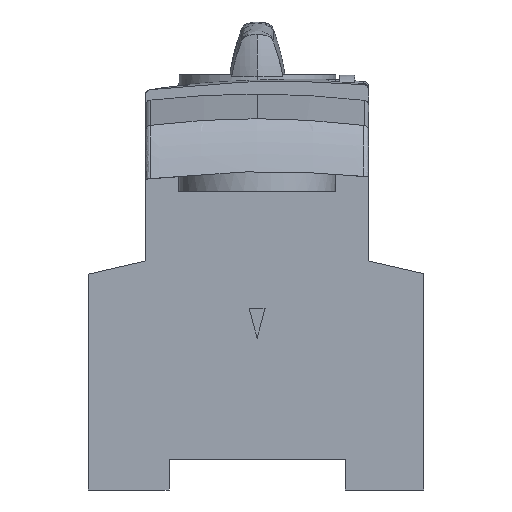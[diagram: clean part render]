
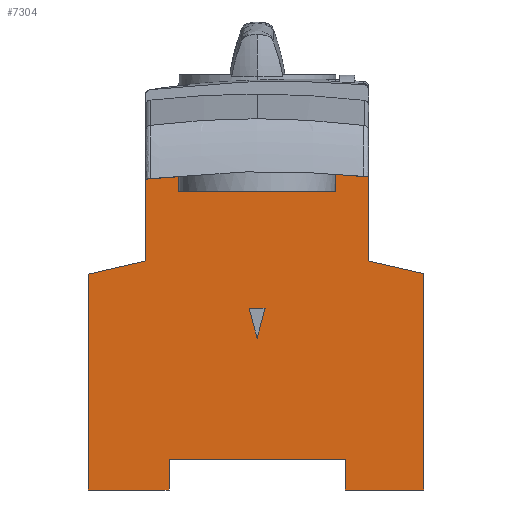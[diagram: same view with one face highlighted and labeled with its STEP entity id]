
A CAD part, left-side view. The second image highlights one B-rep face of the part: STEP entity #7304.
In plain terms, the highlighted planar face has unit normal (-1, 0, 0).
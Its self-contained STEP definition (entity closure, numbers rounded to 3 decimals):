
#2954=DIRECTION('',(0.,0.,-1.));
#2955=VECTOR('',#2954,16.474);
#2956=CARTESIAN_POINT('',(-30.01,22.45,62.637));
#2957=LINE('',#2956,#2955);
#3390=DIRECTION('',(0.,0.,-1.));
#3391=VECTOR('',#3390,43.491);
#3392=CARTESIAN_POINT('',(-30.01,34.,43.496));
#3393=LINE('',#3392,#3391);
#3397=CARTESIAN_POINT('',(-30.01,22.45,62.637));
#3398=CARTESIAN_POINT('',(-30.01,17.494,63.249));
#3399=CARTESIAN_POINT('',(-30.01,7.518,64.103));
#3400=CARTESIAN_POINT('',(-30.01,-7.491,
64.259));
#3401=CARTESIAN_POINT('',(-30.01,-17.482,
63.611));
#3402=CARTESIAN_POINT('',(-30.01,-22.45,
63.102));
#3407=DIRECTION('',(0.,0.,-1.));
#3408=VECTOR('',#3407,16.939);
#3409=CARTESIAN_POINT('',(-30.01,-22.45,
63.102));
#3410=LINE('',#3409,#3408);
#3414=DIRECTION('',(0.,-0.974,-0.225));
#3415=VECTOR('',#3414,11.392);
#3416=CARTESIAN_POINT('',(-30.01,-22.45,
46.163));
#3417=LINE('',#3416,#3415);
#3421=DIRECTION('',(0.,0.,-1.));
#3422=VECTOR('',#3421,43.595);
#3423=CARTESIAN_POINT('',(-30.01,-33.55,
43.6));
#3424=LINE('',#3423,#3422);
#3428=DIRECTION('',(0.,1.,0.));
#3429=VECTOR('',#3428,15.8);
#3430=CARTESIAN_POINT('',(-30.01,-33.55,
0.005));
#3431=LINE('',#3430,#3429);
#3435=DIRECTION('',(0.,0.,1.));
#3436=VECTOR('',#3435,6.195);
#3437=CARTESIAN_POINT('',(-30.01,-17.75,
0.005));
#3438=LINE('',#3437,#3436);
#3442=DIRECTION('',(0.,0.,-1.));
#3443=VECTOR('',#3442,6.195);
#3444=CARTESIAN_POINT('',(-30.01,17.75,6.2));
#3445=LINE('',#3444,#3443);
#3449=DIRECTION('',(0.,1.,0.));
#3450=VECTOR('',#3449,16.25);
#3451=CARTESIAN_POINT('',(-30.01,17.75,
0.005));
#3452=LINE('',#3451,#3450);
#3456=DIRECTION('',(0.,-0.974,0.225));
#3457=VECTOR('',#3456,11.854);
#3458=CARTESIAN_POINT('',(-30.01,34.,43.496));
#3459=LINE('',#3458,#3457);
#3463=DIRECTION('',(0.,1.,0.));
#3464=VECTOR('',#3463,3.215);
#3465=CARTESIAN_POINT('',(-30.01,-1.608,
36.6));
#3466=LINE('',#3465,#3464);
#3470=DIRECTION('',(0.,-0.259,-0.966));
#3471=VECTOR('',#3470,6.212);
#3472=CARTESIAN_POINT('',(-30.01,1.608,36.6));
#3473=LINE('',#3472,#3471);
#3477=DIRECTION('',(0.,-0.259,0.966));
#3478=VECTOR('',#3477,6.212);
#3479=CARTESIAN_POINT('',(-30.01,0.,
30.6));
#3480=LINE('',#3479,#3478);
#3484=CARTESIAN_POINT('',(-30.01,22.45,62.637));
#3708=DIRECTION('',(0.,-1.,0.));
#3709=VECTOR('',#3708,35.5);
#3710=CARTESIAN_POINT('',(-30.01,17.75,6.2));
#3711=LINE('',#3710,#3709);
#5482=VERTEX_POINT('',#3484);
#5483=CARTESIAN_POINT('',(-30.01,22.45,46.163));
#5484=VERTEX_POINT('',#5483);
#5555=CARTESIAN_POINT('',(-30.01,34.,43.496));
#5556=VERTEX_POINT('',#5555);
#5557=CARTESIAN_POINT('',(-30.01,34.,
0.005));
#5558=VERTEX_POINT('',#5557);
#5559=VERTEX_POINT('',#3402);
#5560=CARTESIAN_POINT('',(-30.01,-22.45,
46.163));
#5561=VERTEX_POINT('',#5560);
#5562=CARTESIAN_POINT('',(-30.01,-33.55,
43.6));
#5563=VERTEX_POINT('',#5562);
#5564=CARTESIAN_POINT('',(-30.01,-33.55,
0.005));
#5565=VERTEX_POINT('',#5564);
#5566=CARTESIAN_POINT('',(-30.01,-17.75,
0.005));
#5567=VERTEX_POINT('',#5566);
#5568=CARTESIAN_POINT('',(-30.01,-17.75,
6.2));
#5569=VERTEX_POINT('',#5568);
#5570=CARTESIAN_POINT('',(-30.01,17.75,6.2));
#5571=VERTEX_POINT('',#5570);
#5572=CARTESIAN_POINT('',(-30.01,17.75,
0.005));
#5573=VERTEX_POINT('',#5572);
#5574=CARTESIAN_POINT('',(-30.01,-1.608,
36.6));
#5575=CARTESIAN_POINT('',(-30.01,1.608,36.6));
#5576=VERTEX_POINT('',#5574);
#5577=VERTEX_POINT('',#5575);
#5578=CARTESIAN_POINT('',(-30.01,0.,
30.6));
#5579=VERTEX_POINT('',#5578);
#7268=CARTESIAN_POINT('',(-30.01,0.,
27.905));
#7269=DIRECTION('',(-1.,0.,0.));
#7270=DIRECTION('',(0.,0.,1.));
#7271=AXIS2_PLACEMENT_3D('',#7268,#7269,#7270);
#7272=PLANE('',#7271);
#7274=ORIENTED_EDGE('',*,*,#7273,.T.);
#7276=ORIENTED_EDGE('',*,*,#7275,.T.);
#7278=ORIENTED_EDGE('',*,*,#7277,.T.);
#7280=ORIENTED_EDGE('',*,*,#7279,.T.);
#7282=ORIENTED_EDGE('',*,*,#7281,.T.);
#7284=ORIENTED_EDGE('',*,*,#7283,.T.);
#7286=ORIENTED_EDGE('',*,*,#7285,.F.);
#7288=ORIENTED_EDGE('',*,*,#7287,.T.);
#7290=ORIENTED_EDGE('',*,*,#7289,.T.);
#7291=ORIENTED_EDGE('',*,*,#7254,.F.);
#7292=ORIENTED_EDGE('',*,*,#7235,.T.);
#7293=ORIENTED_EDGE('',*,*,#6478,.F.);
#7294=EDGE_LOOP('',(#7274,#7276,#7278,#7280,#7282,#7284,#7286,#7288,#7290,#7291,
#7292,#7293));
#7295=FACE_OUTER_BOUND('',#7294,.F.);
#7297=ORIENTED_EDGE('',*,*,#7296,.T.);
#7299=ORIENTED_EDGE('',*,*,#7298,.T.);
#7301=ORIENTED_EDGE('',*,*,#7300,.T.);
#7302=EDGE_LOOP('',(#7297,#7299,#7301));
#7303=FACE_BOUND('',#7302,.F.);
#3403=B_SPLINE_CURVE_WITH_KNOTS('',3,(#3397,#3398,#3399,#3400,#3401,#3402),
.UNSPECIFIED.,.F.,.F.,(4,1,1,4),(0.,0.333,0.667,1.),
.UNSPECIFIED.);
#6478=EDGE_CURVE('',#5482,#5484,#2957,.T.);
#7235=EDGE_CURVE('',#5556,#5484,#3459,.T.);
#7254=EDGE_CURVE('',#5556,#5558,#3393,.T.);
#7273=EDGE_CURVE('',#5482,#5559,#3403,.T.);
#7275=EDGE_CURVE('',#5559,#5561,#3410,.T.);
#7277=EDGE_CURVE('',#5561,#5563,#3417,.T.);
#7279=EDGE_CURVE('',#5563,#5565,#3424,.T.);
#7281=EDGE_CURVE('',#5565,#5567,#3431,.T.);
#7283=EDGE_CURVE('',#5567,#5569,#3438,.T.);
#7285=EDGE_CURVE('',#5571,#5569,#3711,.T.);
#7287=EDGE_CURVE('',#5571,#5573,#3445,.T.);
#7289=EDGE_CURVE('',#5573,#5558,#3452,.T.);
#7296=EDGE_CURVE('',#5576,#5577,#3466,.T.);
#7298=EDGE_CURVE('',#5577,#5579,#3473,.T.);
#7300=EDGE_CURVE('',#5579,#5576,#3480,.T.);
#7304=ADVANCED_FACE('',(#7295,#7303),#7272,.T.);
